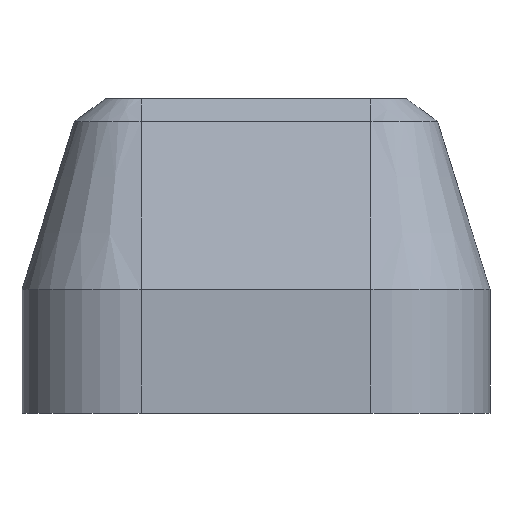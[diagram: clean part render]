
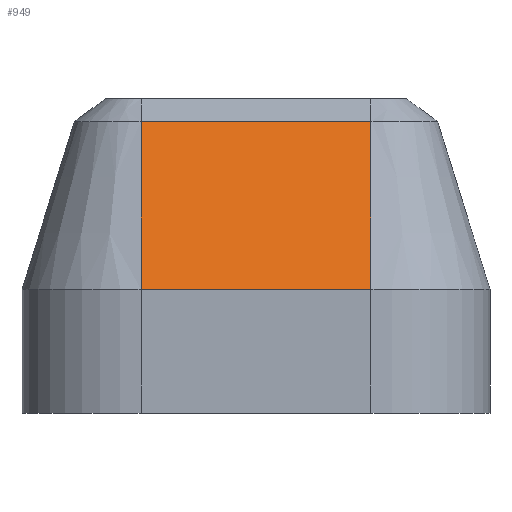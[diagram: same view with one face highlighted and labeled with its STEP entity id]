
A CAD part, front view. The second image highlights one B-rep face of the part: STEP entity #949.
In plain terms, the highlighted planar face has unit normal (0, -0.955, 0.298).
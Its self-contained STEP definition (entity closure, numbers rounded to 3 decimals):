
#28=PLANE('',#1030);
#78=FACE_OUTER_BOUND('',#134,.T.);
#134=EDGE_LOOP('',(#793,#794,#795,#796));
#263=LINE('',#4673,#328);
#273=LINE('',#4700,#338);
#275=LINE('',#4706,#340);
#276=LINE('',#4707,#341);
#328=VECTOR('',#1165,10.);
#338=VECTOR('',#1193,10.);
#340=VECTOR('',#1199,10.);
#341=VECTOR('',#1200,10.);
#424=VERTEX_POINT('',#4660);
#428=VERTEX_POINT('',#4672);
#436=VERTEX_POINT('',#4699);
#438=VERTEX_POINT('',#4705);
#549=EDGE_CURVE('',#424,#428,#263,.T.);
#563=EDGE_CURVE('',#428,#436,#273,.T.);
#566=EDGE_CURVE('',#438,#424,#275,.T.);
#567=EDGE_CURVE('',#438,#436,#276,.T.);
#793=ORIENTED_EDGE('',*,*,#549,.F.);
#794=ORIENTED_EDGE('',*,*,#566,.F.);
#795=ORIENTED_EDGE('',*,*,#567,.T.);
#796=ORIENTED_EDGE('',*,*,#563,.F.);
#949=ADVANCED_FACE('',(#78),#28,.T.);
#1030=AXIS2_PLACEMENT_3D('',#4704,#1197,#1198);
#1165=DIRECTION('',(1.,0.,0.));
#1193=DIRECTION('',(0.,-0.298,-0.954));
#1197=DIRECTION('center_axis',(0.,-0.954,0.298));
#1198=DIRECTION('ref_axis',(0.,-0.298,-0.954));
#1199=DIRECTION('',(0.,0.298,0.954));
#1200=DIRECTION('',(1.,0.,0.));
#4660=CARTESIAN_POINT('',(20.,8.807,48.982));
#4672=CARTESIAN_POINT('',(58.6,8.807,48.982));
#4673=CARTESIAN_POINT('',(29.475,8.807,48.982));
#4699=CARTESIAN_POINT('',(58.6,0.,20.8));
#4700=CARTESIAN_POINT('',(58.6,10.,52.8));
#4704=CARTESIAN_POINT('Origin',(19.65,5.,36.8));
#4705=CARTESIAN_POINT('',(20.,0.,20.8));
#4706=CARTESIAN_POINT('',(20.,0.,20.8));
#4707=CARTESIAN_POINT('',(19.65,0.,20.8));
